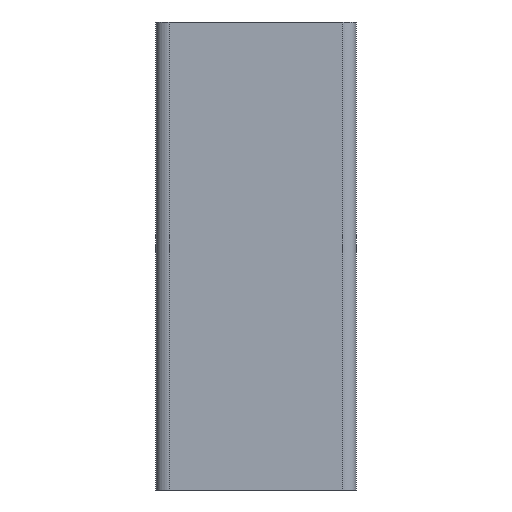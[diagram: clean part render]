
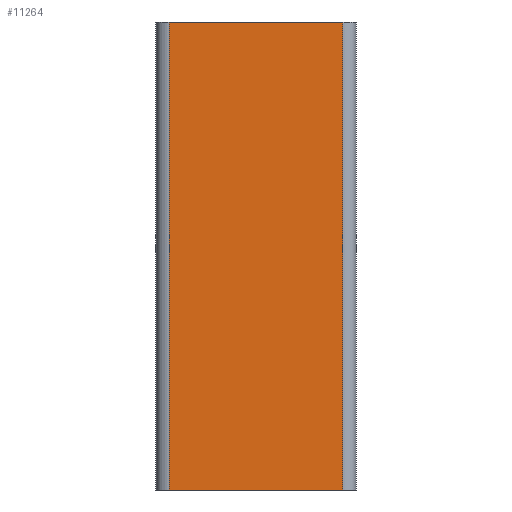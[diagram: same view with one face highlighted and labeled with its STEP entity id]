
A CAD part, front view. The second image highlights one B-rep face of the part: STEP entity #11264.
In plain terms, the highlighted planar face has unit normal (0, -1, 0).
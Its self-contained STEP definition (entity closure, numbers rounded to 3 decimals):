
#45 = PLANE('',#46);
#46 = AXIS2_PLACEMENT_3D('',#47,#48,#49);
#47 = CARTESIAN_POINT('',(914.996,261.25,35.));
#48 = DIRECTION('',(0.,0.,1.));
#49 = DIRECTION('',(1.,0.,-0.));
#106 = PLANE('',#107);
#107 = AXIS2_PLACEMENT_3D('',#108,#109,#110);
#108 = CARTESIAN_POINT('',(914.996,261.25,-35.));
#109 = DIRECTION('',(0.,0.,1.));
#110 = DIRECTION('',(1.,0.,-0.));
#7419 = VERTEX_POINT('',#7420);
#7420 = CARTESIAN_POINT('',(927.996,245.121,-35.));
#7439 = CYLINDRICAL_SURFACE('',#7440,2.);
#7440 = AXIS2_PLACEMENT_3D('',#7441,#7442,#7443);
#7441 = CARTESIAN_POINT('',(927.996,247.121,0.));
#7442 = DIRECTION('',(0.,0.,1.));
#7443 = DIRECTION('',(0.,1.,0.));
#7451 = EDGE_CURVE('',#7419,#7452,#7454,.T.);
#7452 = VERTEX_POINT('',#7453);
#7453 = CARTESIAN_POINT('',(901.996,245.121,-35.));
#7454 = SURFACE_CURVE('',#7455,(#7459,#7466),.PCURVE_S1.);
#7455 = LINE('',#7456,#7457);
#7456 = CARTESIAN_POINT('',(927.996,245.121,-35.));
#7457 = VECTOR('',#7458,1.);
#7458 = DIRECTION('',(-1.,0.,0.));
#7459 = PCURVE('',#106,#7460);
#7460 = DEFINITIONAL_REPRESENTATION('',(#7461),#7465);
#7461 = LINE('',#7462,#7463);
#7462 = CARTESIAN_POINT('',(13.,-16.129));
#7463 = VECTOR('',#7464,1.);
#7464 = DIRECTION('',(-1.,0.));
#7465 = ( GEOMETRIC_REPRESENTATION_CONTEXT(2) 
PARAMETRIC_REPRESENTATION_CONTEXT() REPRESENTATION_CONTEXT('2D SPACE',''
  ) );
#7466 = PCURVE('',#7467,#7472);
#7467 = PLANE('',#7468);
#7468 = AXIS2_PLACEMENT_3D('',#7469,#7470,#7471);
#7469 = CARTESIAN_POINT('',(901.996,245.121,0.));
#7470 = DIRECTION('',(0.,-1.,0.));
#7471 = DIRECTION('',(1.,0.,0.));
#7472 = DEFINITIONAL_REPRESENTATION('',(#7473),#7477);
#7473 = LINE('',#7474,#7475);
#7474 = CARTESIAN_POINT('',(26.,-35.));
#7475 = VECTOR('',#7476,1.);
#7476 = DIRECTION('',(-1.,0.));
#7477 = ( GEOMETRIC_REPRESENTATION_CONTEXT(2) 
PARAMETRIC_REPRESENTATION_CONTEXT() REPRESENTATION_CONTEXT('2D SPACE',''
  ) );
#7500 = CYLINDRICAL_SURFACE('',#7501,2.);
#7501 = AXIS2_PLACEMENT_3D('',#7502,#7503,#7504);
#7502 = CARTESIAN_POINT('',(901.996,247.121,0.));
#7503 = DIRECTION('',(0.,0.,1.));
#7504 = DIRECTION('',(1.,0.,-0.));
#11220 = VERTEX_POINT('',#11221);
#11221 = CARTESIAN_POINT('',(927.996,245.121,35.));
#11243 = EDGE_CURVE('',#11220,#7419,#11244,.T.);
#11244 = SURFACE_CURVE('',#11245,(#11249,#11256),.PCURVE_S1.);
#11245 = LINE('',#11246,#11247);
#11246 = CARTESIAN_POINT('',(927.996,245.121,0.));
#11247 = VECTOR('',#11248,1.);
#11248 = DIRECTION('',(0.,0.,-1.));
#11249 = PCURVE('',#7439,#11250);
#11250 = DEFINITIONAL_REPRESENTATION('',(#11251),#11255);
#11251 = LINE('',#11252,#11253);
#11252 = CARTESIAN_POINT('',(3.142,0.));
#11253 = VECTOR('',#11254,1.);
#11254 = DIRECTION('',(0.,-1.));
#11255 = ( GEOMETRIC_REPRESENTATION_CONTEXT(2) 
PARAMETRIC_REPRESENTATION_CONTEXT() REPRESENTATION_CONTEXT('2D SPACE',''
  ) );
#11256 = PCURVE('',#7467,#11257);
#11257 = DEFINITIONAL_REPRESENTATION('',(#11258),#11262);
#11258 = LINE('',#11259,#11260);
#11259 = CARTESIAN_POINT('',(26.,0.));
#11260 = VECTOR('',#11261,1.);
#11261 = DIRECTION('',(0.,-1.));
#11262 = ( GEOMETRIC_REPRESENTATION_CONTEXT(2) 
PARAMETRIC_REPRESENTATION_CONTEXT() REPRESENTATION_CONTEXT('2D SPACE',''
  ) );
#11264 = ADVANCED_FACE('',(#11265),#7467,.T.);
#11265 = FACE_BOUND('',#11266,.T.);
#11266 = EDGE_LOOP('',(#11267,#11268,#11291,#11312));
#11267 = ORIENTED_EDGE('',*,*,#11243,.F.);
#11268 = ORIENTED_EDGE('',*,*,#11269,.F.);
#11269 = EDGE_CURVE('',#11270,#11220,#11272,.T.);
#11270 = VERTEX_POINT('',#11271);
#11271 = CARTESIAN_POINT('',(901.996,245.121,35.));
#11272 = SURFACE_CURVE('',#11273,(#11277,#11284),.PCURVE_S1.);
#11273 = LINE('',#11274,#11275);
#11274 = CARTESIAN_POINT('',(927.996,245.121,35.));
#11275 = VECTOR('',#11276,1.);
#11276 = DIRECTION('',(1.,0.,0.));
#11277 = PCURVE('',#7467,#11278);
#11278 = DEFINITIONAL_REPRESENTATION('',(#11279),#11283);
#11279 = LINE('',#11280,#11281);
#11280 = CARTESIAN_POINT('',(26.,35.));
#11281 = VECTOR('',#11282,1.);
#11282 = DIRECTION('',(1.,0.));
#11283 = ( GEOMETRIC_REPRESENTATION_CONTEXT(2) 
PARAMETRIC_REPRESENTATION_CONTEXT() REPRESENTATION_CONTEXT('2D SPACE',''
  ) );
#11284 = PCURVE('',#45,#11285);
#11285 = DEFINITIONAL_REPRESENTATION('',(#11286),#11290);
#11286 = LINE('',#11287,#11288);
#11287 = CARTESIAN_POINT('',(13.,-16.129));
#11288 = VECTOR('',#11289,1.);
#11289 = DIRECTION('',(1.,0.));
#11290 = ( GEOMETRIC_REPRESENTATION_CONTEXT(2) 
PARAMETRIC_REPRESENTATION_CONTEXT() REPRESENTATION_CONTEXT('2D SPACE',''
  ) );
#11291 = ORIENTED_EDGE('',*,*,#11292,.T.);
#11292 = EDGE_CURVE('',#11270,#7452,#11293,.T.);
#11293 = SURFACE_CURVE('',#11294,(#11298,#11305),.PCURVE_S1.);
#11294 = LINE('',#11295,#11296);
#11295 = CARTESIAN_POINT('',(901.996,245.121,0.));
#11296 = VECTOR('',#11297,1.);
#11297 = DIRECTION('',(0.,0.,-1.));
#11298 = PCURVE('',#7467,#11299);
#11299 = DEFINITIONAL_REPRESENTATION('',(#11300),#11304);
#11300 = LINE('',#11301,#11302);
#11301 = CARTESIAN_POINT('',(0.,0.));
#11302 = VECTOR('',#11303,1.);
#11303 = DIRECTION('',(0.,-1.));
#11304 = ( GEOMETRIC_REPRESENTATION_CONTEXT(2) 
PARAMETRIC_REPRESENTATION_CONTEXT() REPRESENTATION_CONTEXT('2D SPACE',''
  ) );
#11305 = PCURVE('',#7500,#11306);
#11306 = DEFINITIONAL_REPRESENTATION('',(#11307),#11311);
#11307 = LINE('',#11308,#11309);
#11308 = CARTESIAN_POINT('',(4.712,0.));
#11309 = VECTOR('',#11310,1.);
#11310 = DIRECTION('',(0.,-1.));
#11311 = ( GEOMETRIC_REPRESENTATION_CONTEXT(2) 
PARAMETRIC_REPRESENTATION_CONTEXT() REPRESENTATION_CONTEXT('2D SPACE',''
  ) );
#11312 = ORIENTED_EDGE('',*,*,#7451,.F.);
